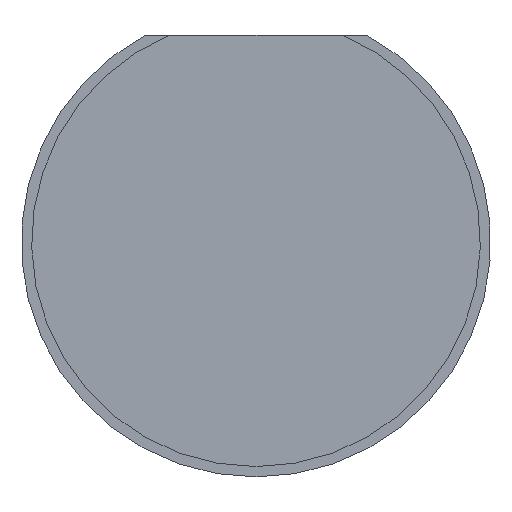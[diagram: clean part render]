
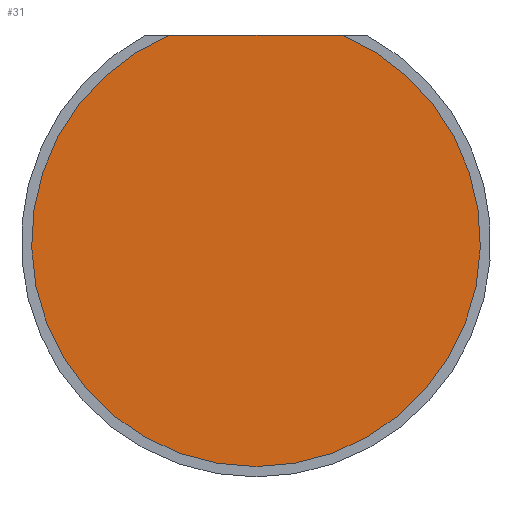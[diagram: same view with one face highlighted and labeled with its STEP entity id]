
A CAD part, front view. The second image highlights one B-rep face of the part: STEP entity #31.
In plain terms, the highlighted planar face has unit normal (0, -1, 0).
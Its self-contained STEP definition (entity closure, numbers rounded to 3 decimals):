
#4 = CARTESIAN_POINT ( 'NONE',  ( 0., -7.25, 0. ) ) ;
#15 = ORIENTED_EDGE ( 'NONE', *, *, #344, .F. ) ;
#23 = VERTEX_POINT ( 'NONE', #133 ) ;
#31 = ADVANCED_FACE ( 'NONE', ( #308 ), #177, .F. ) ;
#53 = DIRECTION ( 'NONE',  ( 0., 1., 0. ) ) ;
#85 = CIRCLE ( 'NONE', #332, 3.25 ) ;
#92 = CARTESIAN_POINT ( 'NONE',  ( 0., -7.25, 0. ) ) ;
#95 = DIRECTION ( 'NONE',  ( 0., 0., 1. ) ) ;
#101 = VERTEX_POINT ( 'NONE', #284 ) ;
#114 = EDGE_CURVE ( 'NONE', #412, #101, #388, .T. ) ;
#118 = DIRECTION ( 'NONE',  ( 0., 0., 1. ) ) ;
#133 = CARTESIAN_POINT ( 'NONE',  ( 1.25, -7.25, 3. ) ) ;
#144 = EDGE_CURVE ( 'NONE', #23, #412, #85, .T. ) ;
#154 = DIRECTION ( 'NONE',  ( 0., 1., 0. ) ) ;
#177 = PLANE ( 'NONE',  #235 ) ;
#180 = DIRECTION ( 'NONE',  ( 0., 1., 0. ) ) ;
#182 = DIRECTION ( 'NONE',  ( 0., 0., 1. ) ) ;
#208 = VECTOR ( 'NONE', #254, 1000. ) ;
#232 = LINE ( 'NONE', #391, #208 ) ;
#235 = AXIS2_PLACEMENT_3D ( 'NONE', #4, #180, #182 ) ;
#254 = DIRECTION ( 'NONE',  ( 1., 0., 0. ) ) ;
#284 = CARTESIAN_POINT ( 'NONE',  ( -1.25, -7.25, 3. ) ) ;
#308 = FACE_OUTER_BOUND ( 'NONE', #402, .T. ) ;
#314 = CARTESIAN_POINT ( 'NONE',  ( 0., -7.25, 0. ) ) ;
#332 = AXIS2_PLACEMENT_3D ( 'NONE', #92, #53, #95 ) ;
#339 = ORIENTED_EDGE ( 'NONE', *, *, #144, .F. ) ;
#344 = EDGE_CURVE ( 'NONE', #101, #23, #232, .T. ) ;
#359 = AXIS2_PLACEMENT_3D ( 'NONE', #314, #154, #118 ) ;
#368 = ORIENTED_EDGE ( 'NONE', *, *, #114, .F. ) ;
#388 = CIRCLE ( 'NONE', #359, 3.25 ) ;
#391 = CARTESIAN_POINT ( 'NONE',  ( -1.25, -7.25, 3. ) ) ;
#402 = EDGE_LOOP ( 'NONE', ( #339, #15, #368 ) ) ;
#412 = VERTEX_POINT ( 'NONE', #437 ) ;
#437 = CARTESIAN_POINT ( 'NONE',  ( 0., -7.25, -3.25 ) ) ;
